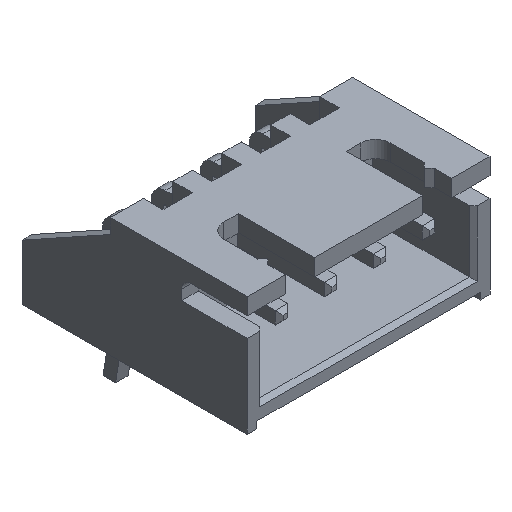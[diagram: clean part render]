
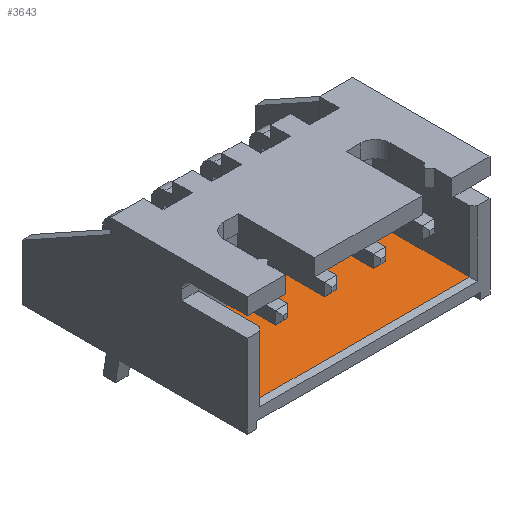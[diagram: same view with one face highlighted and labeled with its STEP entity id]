
A CAD part, isometric view. The second image highlights one B-rep face of the part: STEP entity #3643.
In plain terms, the highlighted planar face has unit normal (0, 0, 1).
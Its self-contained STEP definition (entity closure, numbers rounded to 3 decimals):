
#127 = PLANE('',#128);
#128 = AXIS2_PLACEMENT_3D('',#129,#130,#131);
#129 = CARTESIAN_POINT('',(9.1,-9.2,1.1));
#130 = DIRECTION('',(1.,0.,0.));
#131 = DIRECTION('',(0.,0.,1.));
#206 = PLANE('',#207);
#207 = AXIS2_PLACEMENT_3D('',#208,#209,#210);
#208 = CARTESIAN_POINT('',(-1.6,-9.1,1.));
#209 = DIRECTION('',(0.,-0.707,0.707
));
#210 = DIRECTION('',(1.,0.,0.));
#514 = VERTEX_POINT('',#515);
#515 = CARTESIAN_POINT('',(9.1,-9.,1.1));
#811 = EDGE_CURVE('',#514,#812,#814,.T.);
#812 = VERTEX_POINT('',#813);
#813 = CARTESIAN_POINT('',(9.1,-4.05,1.1));
#814 = SURFACE_CURVE('',#815,(#819,#826),.PCURVE_S1.);
#815 = LINE('',#816,#817);
#816 = CARTESIAN_POINT('',(9.1,-9.2,1.1));
#817 = VECTOR('',#818,1.);
#818 = DIRECTION('',(0.,1.,0.));
#819 = PCURVE('',#127,#820);
#820 = DEFINITIONAL_REPRESENTATION('',(#821),#825);
#821 = LINE('',#822,#823);
#822 = CARTESIAN_POINT('',(0.,0.));
#823 = VECTOR('',#824,1.);
#824 = DIRECTION('',(0.,-1.));
#825 = ( GEOMETRIC_REPRESENTATION_CONTEXT(2)
PARAMETRIC_REPRESENTATION_CONTEXT() REPRESENTATION_CONTEXT('2D SPACE',''
) );
#826 = PCURVE('',#827,#832);
#827 = PLANE('',#828);
#828 = AXIS2_PLACEMENT_3D('',#829,#830,#831);
#829 = CARTESIAN_POINT('',(-1.6,-9.2,1.1));
#830 = DIRECTION('',(0.,0.,-1.));
#831 = DIRECTION('',(1.,0.,0.));
#832 = DEFINITIONAL_REPRESENTATION('',(#833),#837);
#833 = LINE('',#834,#835);
#834 = CARTESIAN_POINT('',(10.7,0.));
#835 = VECTOR('',#836,1.);
#836 = DIRECTION('',(0.,-1.));
#837 = ( GEOMETRIC_REPRESENTATION_CONTEXT(2)
PARAMETRIC_REPRESENTATION_CONTEXT() REPRESENTATION_CONTEXT('2D SPACE',''
) );
#855 = PLANE('',#856);
#856 = AXIS2_PLACEMENT_3D('',#857,#858,#859);
#857 = CARTESIAN_POINT('',(9.1,-4.05,5.25));
#858 = DIRECTION('',(0.,1.,0.));
#859 = DIRECTION('',(1.,0.,0.));
#964 = VERTEX_POINT('',#965);
#965 = CARTESIAN_POINT('',(-1.6,-9.,1.1));
#988 = EDGE_CURVE('',#964,#514,#989,.T.);
#989 = SURFACE_CURVE('',#990,(#994,#1001),.PCURVE_S1.);
#990 = LINE('',#991,#992);
#991 = CARTESIAN_POINT('',(-1.6,-9.,1.1));
#992 = VECTOR('',#993,1.);
#993 = DIRECTION('',(1.,0.,0.));
#994 = PCURVE('',#206,#995);
#995 = DEFINITIONAL_REPRESENTATION('',(#996),#1000);
#996 = LINE('',#997,#998);
#997 = CARTESIAN_POINT('',(0.,0.141));
#998 = VECTOR('',#999,1.);
#999 = DIRECTION('',(1.,0.));
#1000 = ( GEOMETRIC_REPRESENTATION_CONTEXT(2)
PARAMETRIC_REPRESENTATION_CONTEXT() REPRESENTATION_CONTEXT('2D SPACE',''
) );
#1001 = PCURVE('',#827,#1002);
#1002 = DEFINITIONAL_REPRESENTATION('',(#1003),#1007);
#1003 = LINE('',#1004,#1005);
#1004 = CARTESIAN_POINT('',(0.,-0.2));
#1005 = VECTOR('',#1006,1.);
#1006 = DIRECTION('',(1.,0.));
#1007 = ( GEOMETRIC_REPRESENTATION_CONTEXT(2)
PARAMETRIC_REPRESENTATION_CONTEXT() REPRESENTATION_CONTEXT('2D SPACE',''
) );
#1051 = PLANE('',#1052);
#1052 = AXIS2_PLACEMENT_3D('',#1053,#1054,#1055);
#1053 = CARTESIAN_POINT('',(-1.6,-9.2,5.25));
#1054 = DIRECTION('',(-1.,0.,0.));
#1055 = DIRECTION('',(0.,0.,-1.));
#3643 = ADVANCED_FACE('',(#3644),#827,.F.);
#3644 = FACE_BOUND('',#3645,.F.);
#3645 = EDGE_LOOP('',(#3646,#3669,#3690,#3691));
#3646 = ORIENTED_EDGE('',*,*,#3647,.T.);
#3647 = EDGE_CURVE('',#964,#3648,#3650,.T.);
#3648 = VERTEX_POINT('',#3649);
#3649 = CARTESIAN_POINT('',(-1.6,-4.05,1.1));
#3650 = SURFACE_CURVE('',#3651,(#3655,#3662),.PCURVE_S1.);
#3651 = LINE('',#3652,#3653);
#3652 = CARTESIAN_POINT('',(-1.6,-9.2,1.1));
#3653 = VECTOR('',#3654,1.);
#3654 = DIRECTION('',(0.,1.,0.));
#3655 = PCURVE('',#827,#3656);
#3656 = DEFINITIONAL_REPRESENTATION('',(#3657),#3661);
#3657 = LINE('',#3658,#3659);
#3658 = CARTESIAN_POINT('',(0.,0.));
#3659 = VECTOR('',#3660,1.);
#3660 = DIRECTION('',(0.,-1.));
#3661 = ( GEOMETRIC_REPRESENTATION_CONTEXT(2)
PARAMETRIC_REPRESENTATION_CONTEXT() REPRESENTATION_CONTEXT('2D SPACE',''
) );
#3662 = PCURVE('',#1051,#3663);
#3663 = DEFINITIONAL_REPRESENTATION('',(#3664),#3668);
#3664 = LINE('',#3665,#3666);
#3665 = CARTESIAN_POINT('',(4.15,0.));
#3666 = VECTOR('',#3667,1.);
#3667 = DIRECTION('',(0.,-1.));
#3668 = ( GEOMETRIC_REPRESENTATION_CONTEXT(2)
PARAMETRIC_REPRESENTATION_CONTEXT() REPRESENTATION_CONTEXT('2D SPACE',''
) );
#3669 = ORIENTED_EDGE('',*,*,#3670,.T.);
#3670 = EDGE_CURVE('',#3648,#812,#3671,.T.);
#3671 = SURFACE_CURVE('',#3672,(#3676,#3683),.PCURVE_S1.);
#3672 = LINE('',#3673,#3674);
#3673 = CARTESIAN_POINT('',(-1.6,-4.05,1.1));
#3674 = VECTOR('',#3675,1.);
#3675 = DIRECTION('',(1.,0.,0.));
#3676 = PCURVE('',#827,#3677);
#3677 = DEFINITIONAL_REPRESENTATION('',(#3678),#3682);
#3678 = LINE('',#3679,#3680);
#3679 = CARTESIAN_POINT('',(0.,-5.15));
#3680 = VECTOR('',#3681,1.);
#3681 = DIRECTION('',(1.,0.));
#3682 = ( GEOMETRIC_REPRESENTATION_CONTEXT(2)
PARAMETRIC_REPRESENTATION_CONTEXT() REPRESENTATION_CONTEXT('2D SPACE',''
) );
#3683 = PCURVE('',#855,#3684);
#3684 = DEFINITIONAL_REPRESENTATION('',(#3685),#3689);
#3685 = LINE('',#3686,#3687);
#3686 = CARTESIAN_POINT('',(-10.7,4.15));
#3687 = VECTOR('',#3688,1.);
#3688 = DIRECTION('',(1.,0.));
#3689 = ( GEOMETRIC_REPRESENTATION_CONTEXT(2)
PARAMETRIC_REPRESENTATION_CONTEXT() REPRESENTATION_CONTEXT('2D SPACE',''
) );
#3690 = ORIENTED_EDGE('',*,*,#811,.F.);
#3691 = ORIENTED_EDGE('',*,*,#988,.F.);
